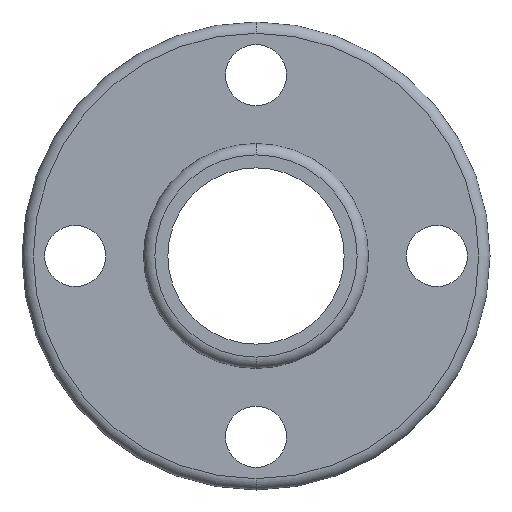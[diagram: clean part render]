
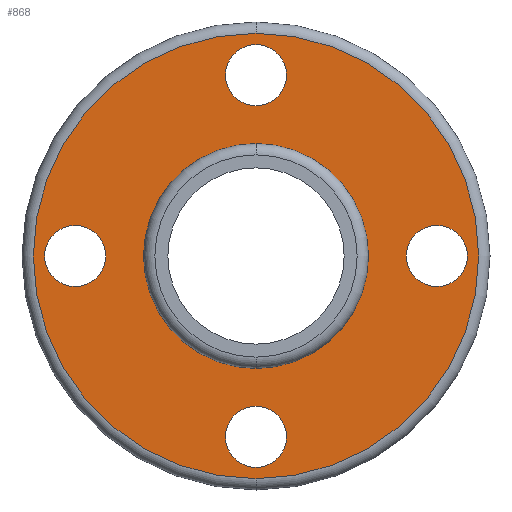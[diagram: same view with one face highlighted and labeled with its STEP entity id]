
A CAD part, front view. The second image highlights one B-rep face of the part: STEP entity #868.
In plain terms, the highlighted planar face has unit normal (0, -1, 0).
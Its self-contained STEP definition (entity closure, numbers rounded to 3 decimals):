
#2 = VERTEX_POINT ( 'NONE', #592 ) ;
#8 = DIRECTION ( 'NONE',  ( 0., -1., 0. ) ) ;
#16 = VERTEX_POINT ( 'NONE', #453 ) ;
#24 = CIRCLE ( 'NONE', #411, 1.35 ) ;
#29 = AXIS2_PLACEMENT_3D ( 'NONE', #724, #441, #94 ) ;
#31 = CARTESIAN_POINT ( 'NONE',  ( 0., -3.52, 4.975 ) ) ;
#37 = AXIS2_PLACEMENT_3D ( 'NONE', #842, #8, #495 ) ;
#41 = EDGE_CURVE ( 'NONE', #16, #426, #24, .T. ) ;
#42 = CIRCLE ( 'NONE', #240, 1.35 ) ;
#56 = EDGE_LOOP ( 'NONE', ( #449, #367 ) ) ;
#63 = AXIS2_PLACEMENT_3D ( 'NONE', #188, #400, #536 ) ;
#71 = DIRECTION ( 'NONE',  ( 0., -1., 0. ) ) ;
#77 = FACE_BOUND ( 'NONE', #695, .T. ) ;
#94 = DIRECTION ( 'NONE',  ( 0., 0., -1. ) ) ;
#102 = AXIS2_PLACEMENT_3D ( 'NONE', #679, #806, #384 ) ;
#114 = CARTESIAN_POINT ( 'NONE',  ( 0., -3.52, -9.35 ) ) ;
#118 = CIRCLE ( 'NONE', #771, 4.975 ) ;
#125 = CARTESIAN_POINT ( 'NONE',  ( 0., -3.52, 8. ) ) ;
#127 = DIRECTION ( 'NONE',  ( 1., 0., 0. ) ) ;
#130 = VERTEX_POINT ( 'NONE', #763 ) ;
#131 = ORIENTED_EDGE ( 'NONE', *, *, #41, .F. ) ;
#132 = EDGE_CURVE ( 'NONE', #609, #745, #136, .T. ) ;
#136 = CIRCLE ( 'NONE', #820, 1.35 ) ;
#140 = DIRECTION ( 'NONE',  ( 0., -1., 0. ) ) ;
#141 = CARTESIAN_POINT ( 'NONE',  ( 0., -3.52, -8. ) ) ;
#148 = FACE_BOUND ( 'NONE', #424, .T. ) ;
#154 = EDGE_CURVE ( 'NONE', #753, #198, #893, .T. ) ;
#167 = DIRECTION ( 'NONE',  ( 0., -1., 0. ) ) ;
#178 = ORIENTED_EDGE ( 'NONE', *, *, #154, .T. ) ;
#181 = EDGE_CURVE ( 'NONE', #277, #610, #184, .T. ) ;
#184 = CIRCLE ( 'NONE', #37, 1.35 ) ;
#186 = AXIS2_PLACEMENT_3D ( 'NONE', #125, #270, #761 ) ;
#188 = CARTESIAN_POINT ( 'NONE',  ( -8., -3.52, 0. ) ) ;
#198 = VERTEX_POINT ( 'NONE', #703 ) ;
#208 = DIRECTION ( 'NONE',  ( 0., -1., 0. ) ) ;
#219 = ORIENTED_EDGE ( 'NONE', *, *, #634, .F. ) ;
#227 = CARTESIAN_POINT ( 'NONE',  ( 0., -3.52, 0. ) ) ;
#240 = AXIS2_PLACEMENT_3D ( 'NONE', #762, #833, #347 ) ;
#241 = CIRCLE ( 'NONE', #848, 1.35 ) ;
#264 = EDGE_LOOP ( 'NONE', ( #178, #849 ) ) ;
#270 = DIRECTION ( 'NONE',  ( 0., -1., 0. ) ) ;
#272 = DIRECTION ( 'NONE',  ( 0., -1., 0. ) ) ;
#277 = VERTEX_POINT ( 'NONE', #726 ) ;
#288 = EDGE_LOOP ( 'NONE', ( #676, #527 ) ) ;
#298 = CIRCLE ( 'NONE', #563, 1.35 ) ;
#300 = PLANE ( 'NONE',  #29 ) ;
#312 = DIRECTION ( 'NONE',  ( 0., 0., -1. ) ) ;
#330 = EDGE_CURVE ( 'NONE', #482, #756, #118, .T. ) ;
#347 = DIRECTION ( 'NONE',  ( -1., 0., 0. ) ) ;
#350 = CARTESIAN_POINT ( 'NONE',  ( 9.35, -3.52, 0. ) ) ;
#361 = FACE_BOUND ( 'NONE', #56, .T. ) ;
#367 = ORIENTED_EDGE ( 'NONE', *, *, #507, .F. ) ;
#384 = DIRECTION ( 'NONE',  ( 0., 0., -1. ) ) ;
#400 = DIRECTION ( 'NONE',  ( 0., -1., 0. ) ) ;
#411 = AXIS2_PLACEMENT_3D ( 'NONE', #472, #272, #838 ) ;
#412 = DIRECTION ( 'NONE',  ( 0., 0., -1. ) ) ;
#416 = ORIENTED_EDGE ( 'NONE', *, *, #537, .F. ) ;
#420 = CARTESIAN_POINT ( 'NONE',  ( 0., -3.52, -4.975 ) ) ;
#424 = EDGE_LOOP ( 'NONE', ( #131, #689 ) ) ;
#425 = CARTESIAN_POINT ( 'NONE',  ( 0., -3.52, -9.85 ) ) ;
#426 = VERTEX_POINT ( 'NONE', #114 ) ;
#434 = FACE_BOUND ( 'NONE', #735, .T. ) ;
#441 = DIRECTION ( 'NONE',  ( 0., -1., 0. ) ) ;
#447 = EDGE_CURVE ( 'NONE', #756, #482, #685, .T. ) ;
#449 = ORIENTED_EDGE ( 'NONE', *, *, #132, .F. ) ;
#453 = CARTESIAN_POINT ( 'NONE',  ( 0., -3.52, -6.65 ) ) ;
#472 = CARTESIAN_POINT ( 'NONE',  ( 0., -3.52, -8. ) ) ;
#474 = CARTESIAN_POINT ( 'NONE',  ( -8., -3.52, 0. ) ) ;
#482 = VERTEX_POINT ( 'NONE', #31 ) ;
#495 = DIRECTION ( 'NONE',  ( -1., 0., 0. ) ) ;
#507 = EDGE_CURVE ( 'NONE', #745, #609, #595, .T. ) ;
#510 = DIRECTION ( 'NONE',  ( 0., 0., -1. ) ) ;
#527 = ORIENTED_EDGE ( 'NONE', *, *, #447, .F. ) ;
#536 = DIRECTION ( 'NONE',  ( 1., 0., 0. ) ) ;
#537 = EDGE_CURVE ( 'NONE', #610, #277, #42, .T. ) ;
#542 = FACE_OUTER_BOUND ( 'NONE', #264, .T. ) ;
#545 = DIRECTION ( 'NONE',  ( 0., -1., 0. ) ) ;
#551 = CARTESIAN_POINT ( 'NONE',  ( -6.65, -3.52, 0. ) ) ;
#563 = AXIS2_PLACEMENT_3D ( 'NONE', #622, #208, #412 ) ;
#571 = DIRECTION ( 'NONE',  ( 0., 0., 1. ) ) ;
#592 = CARTESIAN_POINT ( 'NONE',  ( 0., -3.52, 6.65 ) ) ;
#595 = CIRCLE ( 'NONE', #63, 1.35 ) ;
#598 = ORIENTED_EDGE ( 'NONE', *, *, #612, .F. ) ;
#609 = VERTEX_POINT ( 'NONE', #551 ) ;
#610 = VERTEX_POINT ( 'NONE', #350 ) ;
#612 = EDGE_CURVE ( 'NONE', #130, #2, #298, .T. ) ;
#622 = CARTESIAN_POINT ( 'NONE',  ( 0., -3.52, 8. ) ) ;
#623 = DIRECTION ( 'NONE',  ( 0., 0., -1. ) ) ;
#628 = CIRCLE ( 'NONE', #186, 1.35 ) ;
#634 = EDGE_CURVE ( 'NONE', #2, #130, #628, .T. ) ;
#640 = CARTESIAN_POINT ( 'NONE',  ( 0., -3.52, 0. ) ) ;
#657 = CARTESIAN_POINT ( 'NONE',  ( 0., -3.52, 0. ) ) ;
#671 = AXIS2_PLACEMENT_3D ( 'NONE', #657, #167, #510 ) ;
#676 = ORIENTED_EDGE ( 'NONE', *, *, #330, .F. ) ;
#679 = CARTESIAN_POINT ( 'NONE',  ( 0., -3.52, 0. ) ) ;
#685 = CIRCLE ( 'NONE', #102, 4.975 ) ;
#689 = ORIENTED_EDGE ( 'NONE', *, *, #760, .F. ) ;
#695 = EDGE_LOOP ( 'NONE', ( #744, #416 ) ) ;
#703 = CARTESIAN_POINT ( 'NONE',  ( 0., -3.52, 9.85 ) ) ;
#704 = AXIS2_PLACEMENT_3D ( 'NONE', #640, #71, #623 ) ;
#724 = CARTESIAN_POINT ( 'NONE',  ( 0., -3.52, 0. ) ) ;
#726 = CARTESIAN_POINT ( 'NONE',  ( 6.65, -3.52, 0. ) ) ;
#730 = DIRECTION ( 'NONE',  ( 0., -1., 0. ) ) ;
#735 = EDGE_LOOP ( 'NONE', ( #219, #598 ) ) ;
#742 = CIRCLE ( 'NONE', #671, 9.85 ) ;
#744 = ORIENTED_EDGE ( 'NONE', *, *, #181, .F. ) ;
#745 = VERTEX_POINT ( 'NONE', #772 ) ;
#753 = VERTEX_POINT ( 'NONE', #425 ) ;
#756 = VERTEX_POINT ( 'NONE', #420 ) ;
#760 = EDGE_CURVE ( 'NONE', #426, #16, #241, .T. ) ;
#761 = DIRECTION ( 'NONE',  ( 0., 0., -1. ) ) ;
#762 = CARTESIAN_POINT ( 'NONE',  ( 8., -3.52, 0. ) ) ;
#763 = CARTESIAN_POINT ( 'NONE',  ( 0., -3.52, 9.35 ) ) ;
#771 = AXIS2_PLACEMENT_3D ( 'NONE', #227, #730, #312 ) ;
#772 = CARTESIAN_POINT ( 'NONE',  ( -9.35, -3.52, 0. ) ) ;
#806 = DIRECTION ( 'NONE',  ( 0., -1., 0. ) ) ;
#820 = AXIS2_PLACEMENT_3D ( 'NONE', #474, #545, #127 ) ;
#833 = DIRECTION ( 'NONE',  ( 0., -1., 0. ) ) ;
#838 = DIRECTION ( 'NONE',  ( 0., 0., 1. ) ) ;
#842 = CARTESIAN_POINT ( 'NONE',  ( 8., -3.52, 0. ) ) ;
#848 = AXIS2_PLACEMENT_3D ( 'NONE', #141, #140, #571 ) ;
#849 = ORIENTED_EDGE ( 'NONE', *, *, #890, .T. ) ;
#868 = ADVANCED_FACE ( 'NONE', ( #542, #77, #148, #361, #434, #901 ), #300, .T. ) ;
#890 = EDGE_CURVE ( 'NONE', #198, #753, #742, .T. ) ;
#893 = CIRCLE ( 'NONE', #704, 9.85 ) ;
#901 = FACE_BOUND ( 'NONE', #288, .T. ) ;
